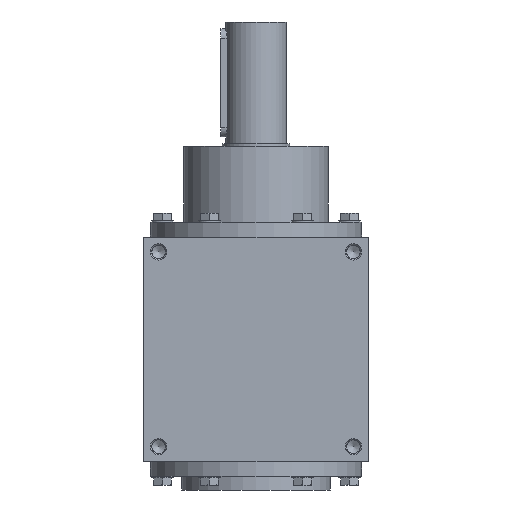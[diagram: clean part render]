
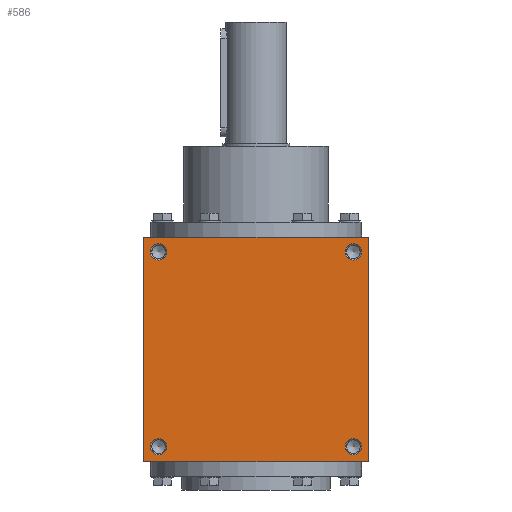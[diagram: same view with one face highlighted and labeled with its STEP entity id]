
A CAD part, left-side view. The second image highlights one B-rep face of the part: STEP entity #586.
In plain terms, the highlighted face is planar.
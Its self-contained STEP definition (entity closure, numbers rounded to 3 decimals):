
#586 = ADVANCED_FACE( '', ( #1170, #1171, #1172, #1173, #1174 ), #1175, .F. );
#1170 = FACE_BOUND( '', #1871, .T. );
#1171 = FACE_BOUND( '', #1872, .T. );
#1172 = FACE_BOUND( '', #1873, .T. );
#1173 = FACE_BOUND( '', #1874, .T. );
#1174 = FACE_OUTER_BOUND( '', #1875, .T. );
#1175 = PLANE( '', #1876 );
#1871 = EDGE_LOOP( '', ( #2801 ) );
#1872 = EDGE_LOOP( '', ( #2802 ) );
#1873 = EDGE_LOOP( '', ( #2803 ) );
#1874 = EDGE_LOOP( '', ( #2804 ) );
#1875 = EDGE_LOOP( '', ( #2805, #2806, #2807, #2808 ) );
#1876 = AXIS2_PLACEMENT_3D( '', #2809, #2810, #2811 );
#2801 = ORIENTED_EDGE( '', *, *, #3883, .F. );
#2802 = ORIENTED_EDGE( '', *, *, #3884, .T. );
#2803 = ORIENTED_EDGE( '', *, *, #3693, .F. );
#2804 = ORIENTED_EDGE( '', *, *, #3752, .T. );
#2805 = ORIENTED_EDGE( '', *, *, #3885, .F. );
#2806 = ORIENTED_EDGE( '', *, *, #3765, .F. );
#2807 = ORIENTED_EDGE( '', *, *, #3773, .F. );
#2808 = ORIENTED_EDGE( '', *, *, #3886, .F. );
#2809 = CARTESIAN_POINT( '', ( 0., 0., -83. ) );
#2810 = DIRECTION( '', ( 0., 0., 1. ) );
#2811 = DIRECTION( '', ( 1., 0., 0. ) );
#3693 = EDGE_CURVE( '', #4251, #4251, #4252, .T. );
#3752 = EDGE_CURVE( '', #4345, #4345, #4346, .T. );
#3765 = EDGE_CURVE( '', #4367, #4368, #4369, .T. );
#3773 = EDGE_CURVE( '', #4382, #4367, #4383, .T. );
#3883 = EDGE_CURVE( '', #4543, #4543, #4544, .T. );
#3884 = EDGE_CURVE( '', #4545, #4545, #4546, .T. );
#3885 = EDGE_CURVE( '', #4368, #4547, #4548, .T. );
#3886 = EDGE_CURVE( '', #4547, #4382, #4549, .T. );
#4251 = VERTEX_POINT( '', #5012 );
#4252 = CIRCLE( '', #5013, 6. );
#4345 = VERTEX_POINT( '', #5122 );
#4346 = CIRCLE( '', #5123, 6. );
#4367 = VERTEX_POINT( '', #5236 );
#4368 = VERTEX_POINT( '', #5237 );
#4369 = LINE( '', #5238, #5239 );
#4382 = VERTEX_POINT( '', #5255 );
#4383 = LINE( '', #5256, #5257 );
#4543 = VERTEX_POINT( '', #5474 );
#4544 = CIRCLE( '', #5475, 6. );
#4545 = VERTEX_POINT( '', #5476 );
#4546 = CIRCLE( '', #5477, 6. );
#4547 = VERTEX_POINT( '', #5478 );
#4548 = LINE( '', #5479, #5480 );
#4549 = LINE( '', #5481, #5482 );
#5012 = CARTESIAN_POINT( '', ( -78., -72., -83. ) );
#5013 = AXIS2_PLACEMENT_3D( '', #5947, #5948, #5949 );
#5122 = CARTESIAN_POINT( '', ( 78., -72., -83. ) );
#5123 = AXIS2_PLACEMENT_3D( '', #6053, #6054, #6055 );
#5236 = CARTESIAN_POINT( '', ( 83., 83., -83. ) );
#5237 = CARTESIAN_POINT( '', ( -83., 83., -83. ) );
#5238 = CARTESIAN_POINT( '', ( 83., 83., -83. ) );
#5239 = VECTOR( '', #6073, 1000. );
#5255 = CARTESIAN_POINT( '', ( 83., -83., -83. ) );
#5256 = CARTESIAN_POINT( '', ( 83., -83., -83. ) );
#5257 = VECTOR( '', #6086, 1000. );
#5474 = CARTESIAN_POINT( '', ( -78., 72., -83. ) );
#5475 = AXIS2_PLACEMENT_3D( '', #6247, #6248, #6249 );
#5476 = CARTESIAN_POINT( '', ( 78., 72., -83. ) );
#5477 = AXIS2_PLACEMENT_3D( '', #6250, #6251, #6252 );
#5478 = CARTESIAN_POINT( '', ( -83., -83., -83. ) );
#5479 = CARTESIAN_POINT( '', ( -83., 83., -83. ) );
#5480 = VECTOR( '', #6253, 1000. );
#5481 = CARTESIAN_POINT( '', ( -83., -83., -83. ) );
#5482 = VECTOR( '', #6254, 1000. );
#5947 = CARTESIAN_POINT( '', ( -72., -72., -83. ) );
#5948 = DIRECTION( '', ( 0., 0., -1. ) );
#5949 = DIRECTION( '', ( -1., 0., 0. ) );
#6053 = CARTESIAN_POINT( '', ( 72., -72., -83. ) );
#6054 = DIRECTION( '', ( 0., 0., 1. ) );
#6055 = DIRECTION( '', ( 1., 0., 0. ) );
#6073 = DIRECTION( '', ( -1., 0., 0. ) );
#6086 = DIRECTION( '', ( 0., 1., 0. ) );
#6247 = CARTESIAN_POINT( '', ( -72., 72., -83. ) );
#6248 = DIRECTION( '', ( 0., 0., -1. ) );
#6249 = DIRECTION( '', ( -1., 0., 0. ) );
#6250 = CARTESIAN_POINT( '', ( 72., 72., -83. ) );
#6251 = DIRECTION( '', ( 0., 0., 1. ) );
#6252 = DIRECTION( '', ( 1., 0., 0. ) );
#6253 = DIRECTION( '', ( 0., -1., 0. ) );
#6254 = DIRECTION( '', ( 1., 0., 0. ) );
